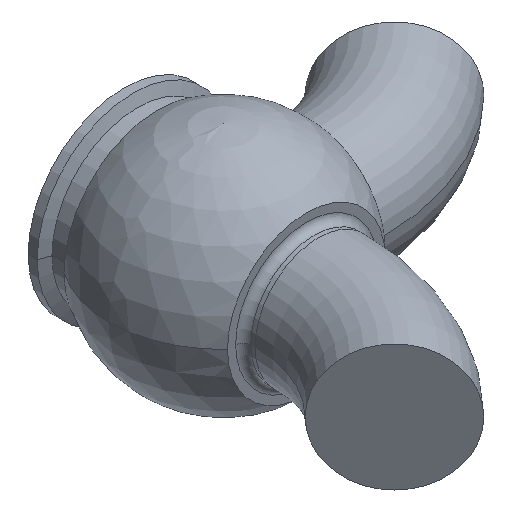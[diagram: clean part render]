
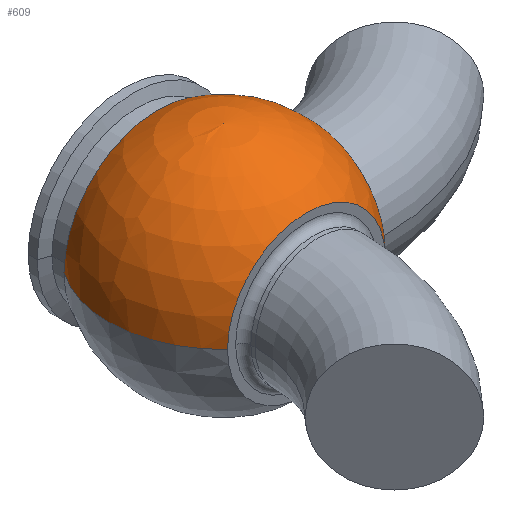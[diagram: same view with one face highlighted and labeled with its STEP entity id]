
A CAD part, isometric view. The second image highlights one B-rep face of the part: STEP entity #609.
In plain terms, the highlighted spherical face has radius 46.025 mm.
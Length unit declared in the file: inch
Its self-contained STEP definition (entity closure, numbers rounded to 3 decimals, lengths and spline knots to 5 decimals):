
#5 = DIRECTION ( 'NONE',  ( 0., 1., 0. ) ) ;
#8 = CARTESIAN_POINT ( 'NONE',  ( 0., 0., 0. ) ) ;
#10 = EDGE_LOOP ( 'NONE', ( #164, #230, #127, #64, #314 ) ) ;
#12 = DIRECTION ( 'NONE',  ( -1., 0., 0. ) ) ;
#64 = ORIENTED_EDGE ( 'NONE', *, *, #648, .F. ) ;
#78 = CARTESIAN_POINT ( 'NONE',  ( 1.24875, -1.313, 0. ) ) ;
#86 = CARTESIAN_POINT ( 'NONE',  ( 0., 0., 0. ) ) ;
#103 = DIRECTION ( 'NONE',  ( 1., 0., 0. ) ) ;
#108 = VERTEX_POINT ( 'NONE', #211 ) ;
#127 = ORIENTED_EDGE ( 'NONE', *, *, #647, .F. ) ;
#164 = ORIENTED_EDGE ( 'NONE', *, *, #635, .T. ) ;
#175 = VERTEX_POINT ( 'NONE', #709 ) ;
#176 = FACE_OUTER_BOUND ( 'NONE', #10, .T. ) ;
#198 = DIRECTION ( 'NONE',  ( 0., 0., -1. ) ) ;
#211 = CARTESIAN_POINT ( 'NONE',  ( -1.24875, -1.313, 0. ) ) ;
#230 = ORIENTED_EDGE ( 'NONE', *, *, #640, .T. ) ;
#236 = CIRCLE ( 'NONE', #352, 1.48732 ) ;
#258 = VERTEX_POINT ( 'NONE', #726 ) ;
#287 = CARTESIAN_POINT ( 'NONE',  ( 1.38, 0., 0. ) ) ;
#288 = AXIS2_PLACEMENT_3D ( 'NONE', #583, #198, #633 ) ;
#314 = ORIENTED_EDGE ( 'NONE', *, *, #649, .F. ) ;
#320 = VERTEX_POINT ( 'NONE', #590 ) ;
#352 = AXIS2_PLACEMENT_3D ( 'NONE', #755, #487, #12 ) ;
#381 = DIRECTION ( 'NONE',  ( 0., 0., 1. ) ) ;
#388 = DIRECTION ( 'NONE',  ( -1., 0., 0. ) ) ;
#401 = AXIS2_PLACEMENT_3D ( 'NONE', #287, #672, #381 ) ;
#432 = AXIS2_PLACEMENT_3D ( 'NONE', #8, #527, #103 ) ;
#481 = CARTESIAN_POINT ( 'NONE',  ( 0., -1.313, 0. ) ) ;
#487 = DIRECTION ( 'NONE',  ( 0., 1., 0. ) ) ;
#504 = AXIS2_PLACEMENT_3D ( 'NONE', #481, #5, #388 ) ;
#508 = CIRCLE ( 'NONE', #504, 1.24875 ) ;
#527 = DIRECTION ( 'NONE',  ( 0., 0., 1. ) ) ;
#534 = VERTEX_POINT ( 'NONE', #78 ) ;
#546 = CIRCLE ( 'NONE', #401, 1.17428 ) ;
#583 = CARTESIAN_POINT ( 'NONE',  ( 0., 0., 0. ) ) ;
#590 = CARTESIAN_POINT ( 'NONE',  ( 1.38, -1.17428, 0. ) ) ;
#603 = AXIS2_PLACEMENT_3D ( 'NONE', #86, #662, #748 ) ;
#609 = ADVANCED_FACE ( 'NONE', ( #176 ), #723, .T. ) ;
#633 = DIRECTION ( 'NONE',  ( -1., 0., 0. ) ) ;
#635 = EDGE_CURVE ( 'NONE', #108, #534, #508, .T. ) ;
#640 = EDGE_CURVE ( 'NONE', #534, #320, #766, .T. ) ;
#647 = EDGE_CURVE ( 'NONE', #175, #320, #546, .T. ) ;
#648 = EDGE_CURVE ( 'NONE', #258, #175, #236, .T. ) ;
#649 = EDGE_CURVE ( 'NONE', #108, #258, #779, .T. ) ;
#662 = DIRECTION ( 'NONE',  ( 0., 0., 1. ) ) ;
#672 = DIRECTION ( 'NONE',  ( 1., 0., 0. ) ) ;
#709 = CARTESIAN_POINT ( 'NONE',  ( 1.38, 1.035, 0.55472 ) ) ;
#723 = SPHERICAL_SURFACE ( 'NONE', #603, 1.812 ) ;
#726 = CARTESIAN_POINT ( 'NONE',  ( -1.48732, 1.035, 0. ) ) ;
#748 = DIRECTION ( 'NONE',  ( -1., 0., 0. ) ) ;
#755 = CARTESIAN_POINT ( 'NONE',  ( 0., 1.035, 0. ) ) ;
#766 = CIRCLE ( 'NONE', #432, 1.812 ) ;
#779 = CIRCLE ( 'NONE', #288, 1.812 ) ;
